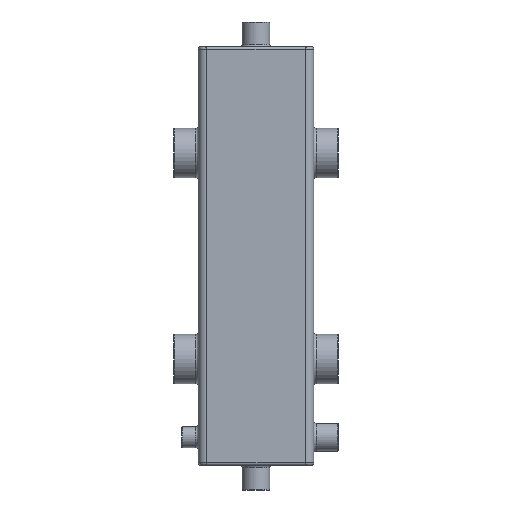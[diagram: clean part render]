
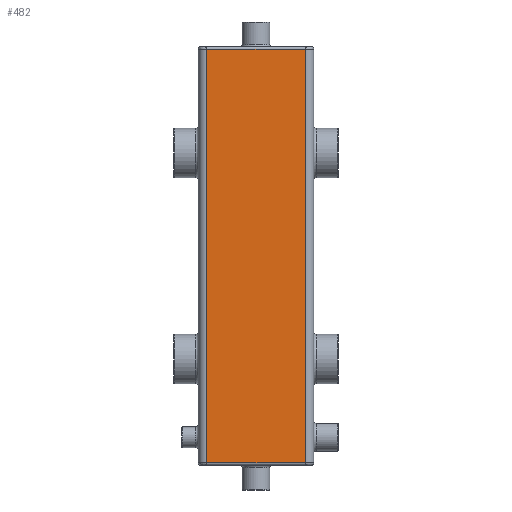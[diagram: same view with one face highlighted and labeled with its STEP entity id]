
A CAD part, left-side view. The second image highlights one B-rep face of the part: STEP entity #482.
In plain terms, the highlighted planar face has unit normal (-1, 0, 0).
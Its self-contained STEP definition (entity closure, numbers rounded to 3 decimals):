
#482=ADVANCED_FACE('',(#7250),#7252,.T.);
#7250=FACE_BOUND('',#7251,.T.);
#7251=EDGE_LOOP('',(#13686,#13687,#13688,#13689,#13690,#13691,#13692,#13693));
#7252=PLANE('',#7253);
#7253=AXIS2_PLACEMENT_3D('',#7254,#7255,#7256);
#7254=CARTESIAN_POINT('',(-70.,60.,0.));
#7255=DIRECTION('',(-1.,0.,0.));
#7256=DIRECTION('',(0.,-1.,0.));
#13686=ORIENTED_EDGE('',*,*,#16660,.T.);
#13687=ORIENTED_EDGE('',*,*,#16116,.T.);
#13688=ORIENTED_EDGE('',*,*,#16114,.F.);
#13689=ORIENTED_EDGE('',*,*,#16112,.F.);
#13690=ORIENTED_EDGE('',*,*,#16658,.F.);
#13691=ORIENTED_EDGE('',*,*,#16661,.T.);
#13692=ORIENTED_EDGE('',*,*,#16662,.F.);
#13693=ORIENTED_EDGE('',*,*,#16663,.F.);
#16112=EDGE_CURVE('',#17716,#17718,#17719,.F.);
#16114=EDGE_CURVE('',#17718,#17721,#17722,.T.);
#16116=EDGE_CURVE('',#17724,#17721,#17725,.F.);
#16658=EDGE_CURVE('',#18770,#17716,#18771,.T.);
#16660=EDGE_CURVE('',#18773,#17724,#18774,.T.);
#16661=EDGE_CURVE('',#18770,#18775,#18776,.F.);
#16662=EDGE_CURVE('',#18777,#18775,#18778,.T.);
#16663=EDGE_CURVE('',#18773,#18777,#18779,.F.);
#17716=VERTEX_POINT('',#20823);
#17718=VERTEX_POINT('',#20856);
#17719=LINE('',#20857,#20858);
#17721=VERTEX_POINT('',#20873);
#17722=LINE('',#20874,#20875);
#17724=VERTEX_POINT('',#20891);
#17725=LINE('',#20892,#20893);
#18770=VERTEX_POINT('',#23554);
#18771=LINE('',#23555,#23556);
#18773=VERTEX_POINT('',#23590);
#18774=LINE('',#23591,#23592);
#18775=VERTEX_POINT('',#23594);
#18776=LINE('',#23595,#23596);
#18777=VERTEX_POINT('',#23598);
#18778=LINE('',#23599,#23600);
#18779=LINE('',#23602,#23603);
#20823=CARTESIAN_POINT('',(-70.,60.,500.028));
#20856=CARTESIAN_POINT('',(-70.,60.,500.042));
#20857=CARTESIAN_POINT('',(-70.,60.,500.042));
#20858=VECTOR('',#20859,1.);
#20859=DIRECTION('',(0.,0.,-1.));
#20873=CARTESIAN_POINT('',(-70.,-60.,500.042));
#20874=CARTESIAN_POINT('',(-70.,60.,500.042));
#20875=VECTOR('',#20876,1.);
#20876=DIRECTION('',(0.,-1.,0.));
#20891=CARTESIAN_POINT('',(-70.,-60.,500.028));
#20892=CARTESIAN_POINT('',(-70.,-60.,500.042));
#20893=VECTOR('',#20894,1.);
#20894=DIRECTION('',(0.,0.,-1.));
#23554=CARTESIAN_POINT('',(-70.,60.,-2.028));
#23555=CARTESIAN_POINT('',(-70.,60.,-2.028));
#23556=VECTOR('',#23557,1.);
#23557=DIRECTION('',(0.,0.,1.));
#23590=CARTESIAN_POINT('',(-70.,-60.,-2.028));
#23591=CARTESIAN_POINT('',(-70.,-60.,-2.028));
#23592=VECTOR('',#23593,1.);
#23593=DIRECTION('',(0.,0.,1.));
#23594=CARTESIAN_POINT('',(-70.,60.,-2.042));
#23595=CARTESIAN_POINT('',(-70.,60.,-2.042));
#23596=VECTOR('',#23597,1.);
#23597=DIRECTION('',(0.,0.,1.));
#23598=CARTESIAN_POINT('',(-70.,-60.,-2.042));
#23599=CARTESIAN_POINT('',(-70.,-60.,-2.042));
#23600=VECTOR('',#23601,1.);
#23601=DIRECTION('',(0.,1.,0.));
#23602=CARTESIAN_POINT('',(-70.,-60.,-2.042));
#23603=VECTOR('',#23604,1.);
#23604=DIRECTION('',(0.,0.,1.));
